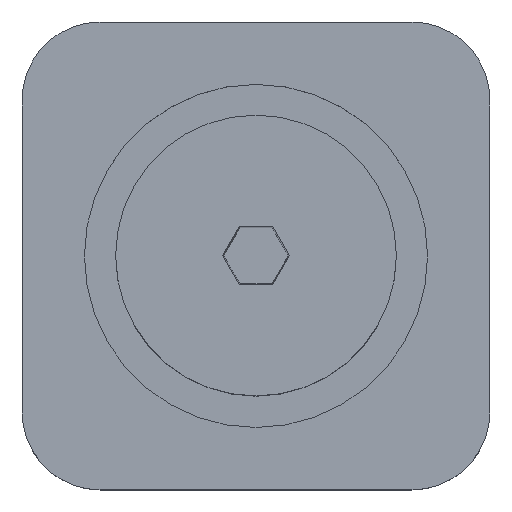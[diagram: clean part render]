
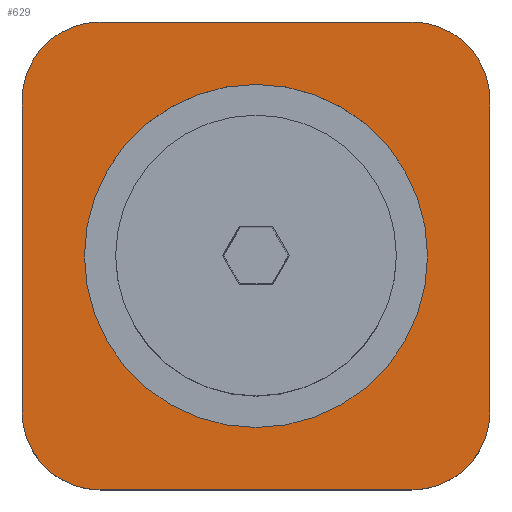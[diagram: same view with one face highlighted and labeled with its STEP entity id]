
A CAD part, top view. The second image highlights one B-rep face of the part: STEP entity #629.
In plain terms, the highlighted planar face has unit normal (0, 0, 1).
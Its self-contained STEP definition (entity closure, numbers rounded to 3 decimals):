
#38=FACE_BOUND('',#148,.T.);
#56=CIRCLE('',#697,5.);
#57=CIRCLE('',#699,5.);
#58=CIRCLE('',#700,5.);
#59=CIRCLE('',#701,5.);
#60=CIRCLE('',#702,11.);
#99=FACE_OUTER_BOUND('',#147,.T.);
#147=EDGE_LOOP('',(#482,#483,#484,#485,#486,#487,#488,#489));
#148=EDGE_LOOP('',(#490));
#210=LINE('',#1038,#258);
#211=LINE('',#1042,#259);
#212=LINE('',#1046,#260);
#213=LINE('',#1049,#261);
#258=VECTOR('',#831,10.);
#259=VECTOR('',#834,10.);
#260=VECTOR('',#837,10.);
#261=VECTOR('',#840,10.);
#303=VERTEX_POINT('',#1031);
#304=VERTEX_POINT('',#1033);
#305=VERTEX_POINT('',#1037);
#306=VERTEX_POINT('',#1039);
#307=VERTEX_POINT('',#1041);
#308=VERTEX_POINT('',#1043);
#309=VERTEX_POINT('',#1045);
#310=VERTEX_POINT('',#1047);
#311=VERTEX_POINT('',#1050);
#368=EDGE_CURVE('',#303,#304,#56,.T.);
#370=EDGE_CURVE('',#303,#305,#210,.T.);
#371=EDGE_CURVE('',#306,#305,#57,.T.);
#372=EDGE_CURVE('',#306,#307,#211,.T.);
#373=EDGE_CURVE('',#308,#307,#58,.T.);
#374=EDGE_CURVE('',#308,#309,#212,.T.);
#375=EDGE_CURVE('',#310,#309,#59,.T.);
#376=EDGE_CURVE('',#310,#304,#213,.T.);
#377=EDGE_CURVE('',#311,#311,#60,.T.);
#482=ORIENTED_EDGE('',*,*,#368,.F.);
#483=ORIENTED_EDGE('',*,*,#370,.T.);
#484=ORIENTED_EDGE('',*,*,#371,.F.);
#485=ORIENTED_EDGE('',*,*,#372,.T.);
#486=ORIENTED_EDGE('',*,*,#373,.F.);
#487=ORIENTED_EDGE('',*,*,#374,.T.);
#488=ORIENTED_EDGE('',*,*,#375,.F.);
#489=ORIENTED_EDGE('',*,*,#376,.T.);
#490=ORIENTED_EDGE('',*,*,#377,.T.);
#597=PLANE('',#698);
#629=ADVANCED_FACE('',(#99,#38),#597,.F.);
#697=AXIS2_PLACEMENT_3D('',#1034,#826,#827);
#698=AXIS2_PLACEMENT_3D('',#1036,#829,#830);
#699=AXIS2_PLACEMENT_3D('',#1040,#832,#833);
#700=AXIS2_PLACEMENT_3D('',#1044,#835,#836);
#701=AXIS2_PLACEMENT_3D('',#1048,#838,#839);
#702=AXIS2_PLACEMENT_3D('',#1051,#841,#842);
#826=DIRECTION('center_axis',(0.,0.,-1.));
#827=DIRECTION('ref_axis',(0.707,-0.707,0.));
#829=DIRECTION('center_axis',(0.,0.,-1.));
#830=DIRECTION('ref_axis',(1.,0.,0.));
#831=DIRECTION('',(0.,1.,0.));
#832=DIRECTION('center_axis',(0.,0.,-1.));
#833=DIRECTION('ref_axis',(0.707,0.707,0.));
#834=DIRECTION('',(-1.,0.,0.));
#835=DIRECTION('center_axis',(0.,0.,-1.));
#836=DIRECTION('ref_axis',(-0.707,0.707,0.));
#837=DIRECTION('',(0.,-1.,0.));
#838=DIRECTION('center_axis',(0.,0.,-1.));
#839=DIRECTION('ref_axis',(-0.707,-0.707,0.));
#840=DIRECTION('',(1.,0.,0.));
#841=DIRECTION('center_axis',(0.,0.,-1.));
#842=DIRECTION('ref_axis',(1.,0.,0.));
#1031=CARTESIAN_POINT('',(15.,-10.,-1.7));
#1033=CARTESIAN_POINT('',(10.,-15.,-1.7));
#1034=CARTESIAN_POINT('Origin',(10.,-10.,-1.7));
#1036=CARTESIAN_POINT('Origin',(0.,0.,-1.7));
#1037=CARTESIAN_POINT('',(15.,10.,-1.7));
#1038=CARTESIAN_POINT('',(15.,15.,-1.7));
#1039=CARTESIAN_POINT('',(10.,15.,-1.7));
#1040=CARTESIAN_POINT('Origin',(10.,10.,-1.7));
#1041=CARTESIAN_POINT('',(-10.,15.,-1.7));
#1042=CARTESIAN_POINT('',(-15.,15.,-1.7));
#1043=CARTESIAN_POINT('',(-15.,10.,-1.7));
#1044=CARTESIAN_POINT('Origin',(-10.,10.,-1.7));
#1045=CARTESIAN_POINT('',(-15.,-10.,-1.7));
#1046=CARTESIAN_POINT('',(-15.,-15.,-1.7));
#1047=CARTESIAN_POINT('',(-10.,-15.,-1.7));
#1048=CARTESIAN_POINT('Origin',(-10.,-10.,-1.7));
#1049=CARTESIAN_POINT('',(15.,-15.,-1.7));
#1050=CARTESIAN_POINT('',(-11.,0.,-1.7));
#1051=CARTESIAN_POINT('Origin',(0.,0.,-1.7));
